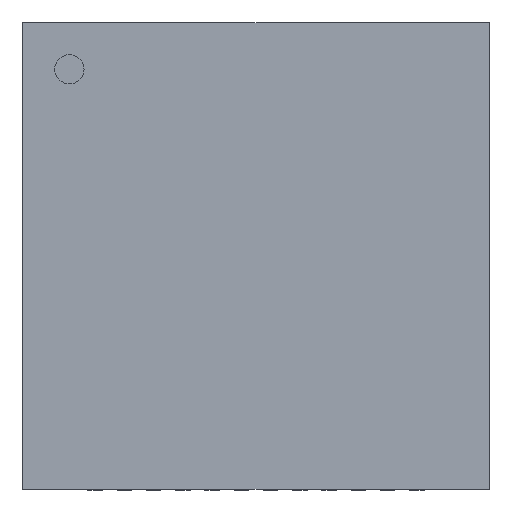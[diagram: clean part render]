
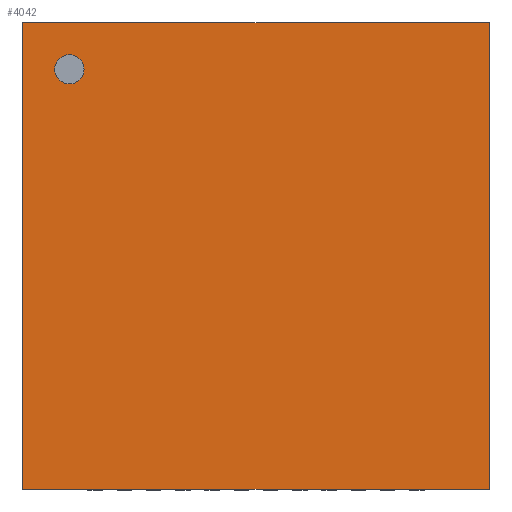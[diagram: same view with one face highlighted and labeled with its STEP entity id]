
A CAD part, top view. The second image highlights one B-rep face of the part: STEP entity #4042.
In plain terms, the highlighted planar face has unit normal (0, 0, 1).
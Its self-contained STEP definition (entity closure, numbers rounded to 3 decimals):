
#115 = EDGE_CURVE ( 'NONE', #6875, #1700, #10002, .T. ) ;
#220 = DIRECTION ( 'NONE',  ( 1., 0., 0. ) ) ;
#229 = DIRECTION ( 'NONE',  ( 1., 0., 0. ) ) ;
#263 = CARTESIAN_POINT ( 'NONE',  ( 3.99, 3.99, 0.85 ) ) ;
#444 = CARTESIAN_POINT ( 'NONE',  ( -2.94, 3.19, 0.85 ) ) ;
#457 = ORIENTED_EDGE ( 'NONE', *, *, #6028, .T. ) ;
#611 = DIRECTION ( 'NONE',  ( 1., 0., 0. ) ) ;
#748 = CARTESIAN_POINT ( 'NONE',  ( -3.99, -3.99, 0.85 ) ) ;
#913 = LINE ( 'NONE', #10191, #1492 ) ;
#1042 = VERTEX_POINT ( 'NONE', #263 ) ;
#1245 = FACE_OUTER_BOUND ( 'NONE', #9535, .T. ) ;
#1492 = VECTOR ( 'NONE', #6481, 1000. ) ;
#1700 = VERTEX_POINT ( 'NONE', #7901 ) ;
#1858 = ORIENTED_EDGE ( 'NONE', *, *, #6493, .F. ) ;
#1949 = ORIENTED_EDGE ( 'NONE', *, *, #2950, .T. ) ;
#2217 = CARTESIAN_POINT ( 'NONE',  ( -3.19, 3.19, 0.85 ) ) ;
#2565 = DIRECTION ( 'NONE',  ( 0., -1., 0. ) ) ;
#2638 = AXIS2_PLACEMENT_3D ( 'NONE', #9254, #8359, #220 ) ;
#2793 = CARTESIAN_POINT ( 'NONE',  ( 3.99, -3.99, 0.85 ) ) ;
#2950 = EDGE_CURVE ( 'NONE', #7871, #11077, #8889, .T. ) ;
#3082 = CARTESIAN_POINT ( 'NONE',  ( 3.99, -3.99, 0.85 ) ) ;
#3562 = CIRCLE ( 'NONE', #11178, 0.25 ) ;
#4042 = ADVANCED_FACE ( 'NONE', ( #9386, #1245 ), #4060, .T. ) ;
#4060 = PLANE ( 'NONE',  #4122 ) ;
#4122 = AXIS2_PLACEMENT_3D ( 'NONE', #9262, #4758, #229 ) ;
#4283 = CARTESIAN_POINT ( 'NONE',  ( -3.44, 3.19, 0.85 ) ) ;
#4587 = DIRECTION ( 'NONE',  ( 0., -1., 0. ) ) ;
#4758 = DIRECTION ( 'NONE',  ( 0., 0., 1. ) ) ;
#5168 = ORIENTED_EDGE ( 'NONE', *, *, #8164, .F. ) ;
#5382 = DIRECTION ( 'NONE',  ( 1., 0., 0. ) ) ;
#5400 = LINE ( 'NONE', #2793, #11195 ) ;
#5413 = CARTESIAN_POINT ( 'NONE',  ( -3.99, -3.99, 0.85 ) ) ;
#6028 = EDGE_CURVE ( 'NONE', #11077, #7871, #3562, .T. ) ;
#6272 = VECTOR ( 'NONE', #5382, 1000. ) ;
#6377 = LINE ( 'NONE', #748, #6272 ) ;
#6481 = DIRECTION ( 'NONE',  ( 1., 0., 0. ) ) ;
#6493 = EDGE_CURVE ( 'NONE', #1042, #11328, #5400, .T. ) ;
#6875 = VERTEX_POINT ( 'NONE', #9453 ) ;
#6912 = ORIENTED_EDGE ( 'NONE', *, *, #11106, .T. ) ;
#7173 = ORIENTED_EDGE ( 'NONE', *, *, #115, .T. ) ;
#7871 = VERTEX_POINT ( 'NONE', #444 ) ;
#7873 = EDGE_LOOP ( 'NONE', ( #1949, #457 ) ) ;
#7901 = CARTESIAN_POINT ( 'NONE',  ( -3.99, -3.99, 0.85 ) ) ;
#8164 = EDGE_CURVE ( 'NONE', #6875, #1042, #913, .T. ) ;
#8359 = DIRECTION ( 'NONE',  ( 0., 0., -1. ) ) ;
#8889 = CIRCLE ( 'NONE', #2638, 0.25 ) ;
#9254 = CARTESIAN_POINT ( 'NONE',  ( -3.19, 3.19, 0.85 ) ) ;
#9262 = CARTESIAN_POINT ( 'NONE',  ( -3.99, -3.99, 0.85 ) ) ;
#9386 = FACE_BOUND ( 'NONE', #7873, .T. ) ;
#9453 = CARTESIAN_POINT ( 'NONE',  ( -3.99, 3.99, 0.85 ) ) ;
#9535 = EDGE_LOOP ( 'NONE', ( #1858, #5168, #7173, #6912 ) ) ;
#9937 = VECTOR ( 'NONE', #2565, 1000. ) ;
#10002 = LINE ( 'NONE', #5413, #9937 ) ;
#10191 = CARTESIAN_POINT ( 'NONE',  ( -3.99, 3.99, 0.85 ) ) ;
#10368 = DIRECTION ( 'NONE',  ( 0., 0., -1. ) ) ;
#11077 = VERTEX_POINT ( 'NONE', #4283 ) ;
#11106 = EDGE_CURVE ( 'NONE', #1700, #11328, #6377, .T. ) ;
#11178 = AXIS2_PLACEMENT_3D ( 'NONE', #2217, #10368, #611 ) ;
#11195 = VECTOR ( 'NONE', #4587, 1000. ) ;
#11328 = VERTEX_POINT ( 'NONE', #3082 ) ;
